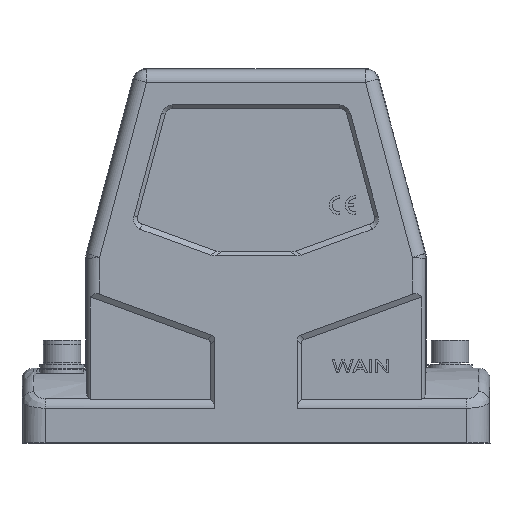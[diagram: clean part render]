
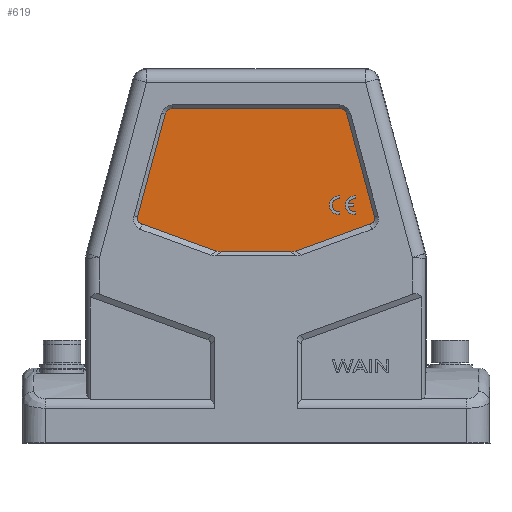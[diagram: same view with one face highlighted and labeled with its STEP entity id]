
A CAD part, top view. The second image highlights one B-rep face of the part: STEP entity #619.
In plain terms, the highlighted planar face has unit normal (0, 0, 1).
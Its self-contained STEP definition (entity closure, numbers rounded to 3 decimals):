
#204=FACE_BOUND('',#1948,.T.);
#205=FACE_BOUND('',#1949,.T.);
#206=FACE_BOUND('',#1950,.T.);
#365=PLANE('',#9716);
#619=ADVANCED_FACE('',(#204,#205,#206),#365,.T.);
#1948=EDGE_LOOP('',(#4348,#4349,#4350,#4351));
#1949=EDGE_LOOP('',(#4352,#4353,#4354,#4355,#4356,#4357,#4358,#4359));
#1950=EDGE_LOOP('',(#4360,#4361,#4362,#4363,#4364,#4365,#4366,#4367,#4368,
#4369,#4370,#4371));
#2561=CIRCLE('',#9683,2.);
#2563=CIRCLE('',#9687,2.);
#2566=CIRCLE('',#9693,1.746);
#2568=CIRCLE('',#9697,2.5);
#2570=CIRCLE('',#9701,1.746);
#2573=CIRCLE('',#9711,1.746);
#2574=CIRCLE('',#9714,2.5);
#2893=LINE('',#13129,#3540);
#2895=LINE('',#13183,#3542);
#2896=LINE('',#13194,#3543);
#2897=LINE('',#13215,#3544);
#2900=LINE('',#13265,#3547);
#2907=LINE('',#13284,#3554);
#2911=LINE('',#13296,#3558);
#2915=LINE('',#13308,#3562);
#2918=LINE('',#13314,#3565);
#2920=LINE('',#13317,#3567);
#2925=LINE('',#13333,#3572);
#2928=LINE('',#13341,#3575);
#2929=LINE('',#13345,#3576);
#3540=VECTOR('',#10595,1.);
#3542=VECTOR('',#10599,1.);
#3543=VECTOR('',#10608,1.);
#3544=VECTOR('',#10617,1.);
#3547=VECTOR('',#10622,1.);
#3554=VECTOR('',#10637,1.);
#3558=VECTOR('',#10649,1.);
#3562=VECTOR('',#10661,1.);
#3565=VECTOR('',#10666,1.);
#3567=VECTOR('',#10670,1.);
#3572=VECTOR('',#10685,1.);
#3575=VECTOR('',#10694,1.);
#3576=VECTOR('',#10701,1.);
#4348=ORIENTED_EDGE('',*,*,#7949,.F.);
#4349=ORIENTED_EDGE('',*,*,#7947,.T.);
#4350=ORIENTED_EDGE('',*,*,#7945,.F.);
#4351=ORIENTED_EDGE('',*,*,#7950,.F.);
#4352=ORIENTED_EDGE('',*,*,#7936,.F.);
#4353=ORIENTED_EDGE('',*,*,#7933,.F.);
#4354=ORIENTED_EDGE('',*,*,#7930,.T.);
#4355=ORIENTED_EDGE('',*,*,#7927,.F.);
#4356=ORIENTED_EDGE('',*,*,#7924,.F.);
#4357=ORIENTED_EDGE('',*,*,#7921,.F.);
#4358=ORIENTED_EDGE('',*,*,#7918,.T.);
#4359=ORIENTED_EDGE('',*,*,#7938,.F.);
#4360=ORIENTED_EDGE('',*,*,#7951,.F.);
#4361=ORIENTED_EDGE('',*,*,#7886,.T.);
#4362=ORIENTED_EDGE('',*,*,#7890,.F.);
#4363=ORIENTED_EDGE('',*,*,#7891,.F.);
#4364=ORIENTED_EDGE('',*,*,#7896,.F.);
#4365=ORIENTED_EDGE('',*,*,#7897,.F.);
#4366=ORIENTED_EDGE('',*,*,#7900,.F.);
#4367=ORIENTED_EDGE('',*,*,#7903,.T.);
#4368=ORIENTED_EDGE('',*,*,#7906,.T.);
#4369=ORIENTED_EDGE('',*,*,#7911,.F.);
#4370=ORIENTED_EDGE('',*,*,#7912,.T.);
#4371=ORIENTED_EDGE('',*,*,#7952,.T.);
#7000=VERTEX_POINT('',#13117);
#7001=VERTEX_POINT('',#13122);
#7003=VERTEX_POINT('',#13128);
#7004=VERTEX_POINT('',#13136);
#7007=VERTEX_POINT('',#13182);
#7008=VERTEX_POINT('',#13186);
#7010=VERTEX_POINT('',#13195);
#7012=VERTEX_POINT('',#13207);
#7014=VERTEX_POINT('',#13216);
#7017=VERTEX_POINT('',#13231);
#7018=VERTEX_POINT('',#13266);
#7020=VERTEX_POINT('',#13272);
#7023=VERTEX_POINT('',#13277);
#7024=VERTEX_POINT('',#13281);
#7026=VERTEX_POINT('',#13287);
#7028=VERTEX_POINT('',#13293);
#7030=VERTEX_POINT('',#13299);
#7032=VERTEX_POINT('',#13305);
#7034=VERTEX_POINT('',#13311);
#7040=VERTEX_POINT('',#13330);
#7041=VERTEX_POINT('',#13332);
#7042=VERTEX_POINT('',#13336);
#7043=VERTEX_POINT('',#13340);
#7044=VERTEX_POINT('',#13346);
#7886=EDGE_CURVE('',#7001,#7000,#9230,.T.);
#7890=EDGE_CURVE('',#7003,#7000,#2893,.T.);
#7891=EDGE_CURVE('',#7004,#7003,#9231,.T.);
#7896=EDGE_CURVE('',#7007,#7004,#2895,.T.);
#7897=EDGE_CURVE('',#7008,#7007,#2561,.T.);
#7900=EDGE_CURVE('',#7010,#7008,#2896,.T.);
#7903=EDGE_CURVE('',#7010,#7012,#2563,.T.);
#7906=EDGE_CURVE('',#7012,#7014,#2897,.T.);
#7911=EDGE_CURVE('',#7017,#7014,#9241,.T.);
#7912=EDGE_CURVE('',#7017,#7018,#2900,.T.);
#7918=EDGE_CURVE('',#7020,#7023,#2566,.T.);
#7921=EDGE_CURVE('',#7020,#7024,#2907,.T.);
#7924=EDGE_CURVE('',#7024,#7026,#2568,.T.);
#7927=EDGE_CURVE('',#7026,#7028,#2911,.T.);
#7930=EDGE_CURVE('',#7030,#7028,#2570,.T.);
#7933=EDGE_CURVE('',#7030,#7032,#2915,.T.);
#7936=EDGE_CURVE('',#7032,#7034,#2918,.T.);
#7938=EDGE_CURVE('',#7034,#7023,#2920,.T.);
#7945=EDGE_CURVE('',#7041,#7040,#2925,.T.);
#7947=EDGE_CURVE('',#7042,#7040,#2573,.T.);
#7949=EDGE_CURVE('',#7042,#7043,#2928,.T.);
#7950=EDGE_CURVE('',#7043,#7041,#2574,.T.);
#7951=EDGE_CURVE('',#7001,#7044,#2929,.T.);
#7952=EDGE_CURVE('',#7018,#7044,#9242,.T.);
#9230=B_SPLINE_CURVE_WITH_KNOTS('',3,(#13118,#13119,#13120,#13121),
 .UNSPECIFIED.,.F.,.F.,(4,4),(0.,1.),.UNSPECIFIED.);
#9231=B_SPLINE_CURVE_WITH_KNOTS('',3,(#13131,#13132,#13133,#13134,#13135),
 .UNSPECIFIED.,.F.,.F.,(4,1,4),(0.,0.5,1.),.UNSPECIFIED.);
#9241=B_SPLINE_CURVE_WITH_KNOTS('',3,(#13232,#13233,#13234,#13235,#13236),
 .UNSPECIFIED.,.F.,.F.,(4,1,4),(0.,0.5,1.),.UNSPECIFIED.);
#9242=B_SPLINE_CURVE_WITH_KNOTS('',3,(#13347,#13348,#13349,#13350),
 .UNSPECIFIED.,.F.,.F.,(4,4),(0.,1.),.UNSPECIFIED.);
#9683=AXIS2_PLACEMENT_3D('',#13185,#10602,#10603);
#9687=AXIS2_PLACEMENT_3D('',#13206,#10611,#10612);
#9693=AXIS2_PLACEMENT_3D('',#13278,#10631,#10632);
#9697=AXIS2_PLACEMENT_3D('',#13290,#10643,#10644);
#9701=AXIS2_PLACEMENT_3D('',#13302,#10655,#10656);
#9711=AXIS2_PLACEMENT_3D('',#13337,#10689,#10690);
#9714=AXIS2_PLACEMENT_3D('',#13343,#10697,#10698);
#9716=AXIS2_PLACEMENT_3D('',#13351,#10702,#10703);
#10595=DIRECTION('',(-0.94,-0.342,0.));
#10599=DIRECTION('',(0.259,-0.966,0.));
#10602=DIRECTION('',(0.,0.,-1.));
#10603=DIRECTION('',(0.,1.,0.));
#10608=DIRECTION('',(1.,0.,0.));
#10611=DIRECTION('',(0.,0.,1.));
#10612=DIRECTION('',(0.,1.,0.));
#10617=DIRECTION('',(-0.259,-0.966,0.));
#10622=DIRECTION('',(0.94,-0.342,0.));
#10631=DIRECTION('',(0.,0.,1.));
#10632=DIRECTION('',(0.152,0.988,0.));
#10637=DIRECTION('',(0.,1.,0.));
#10643=DIRECTION('',(0.,0.,1.));
#10644=DIRECTION('',(0.109,0.994,0.));
#10649=DIRECTION('',(0.,1.,0.));
#10655=DIRECTION('',(0.,0.,1.));
#10656=DIRECTION('',(-0.977,-0.214,0.));
#10661=DIRECTION('',(1.,0.,0.));
#10666=DIRECTION('',(0.,1.,0.));
#10670=DIRECTION('',(-1.,0.,0.));
#10685=DIRECTION('',(0.,1.,0.));
#10689=DIRECTION('',(0.,0.,1.));
#10690=DIRECTION('',(0.152,0.988,0.));
#10694=DIRECTION('',(0.,1.,0.));
#10697=DIRECTION('',(0.,0.,1.));
#10698=DIRECTION('',(0.109,0.994,0.));
#10701=DIRECTION('',(-1.,0.,0.));
#10702=DIRECTION('',(0.,0.,1.));
#10703=DIRECTION('',(1.,0.,0.));
#13117=CARTESIAN_POINT('',(10.456,51.183,27.5));
#13118=CARTESIAN_POINT('',(9.272,51.,27.5));
#13119=CARTESIAN_POINT('',(9.726,51.,27.5));
#13120=CARTESIAN_POINT('',(10.121,51.061,27.5));
#13121=CARTESIAN_POINT('',(10.456,51.183,27.5));
#13122=CARTESIAN_POINT('',(9.272,51.,27.5));
#13128=CARTESIAN_POINT('',(30.695,58.549,27.5));
#13129=CARTESIAN_POINT('',(30.695,58.549,27.5));
#13131=CARTESIAN_POINT('',(31.631,60.347,27.5));
#13132=CARTESIAN_POINT('',(31.727,59.989,27.5));
#13133=CARTESIAN_POINT('',(31.64,59.2,27.5));
#13134=CARTESIAN_POINT('',(31.043,58.677,27.5));
#13135=CARTESIAN_POINT('',(30.695,58.549,27.5));
#13136=CARTESIAN_POINT('',(31.631,60.347,27.5));
#13182=CARTESIAN_POINT('',(24.275,87.799,27.5));
#13183=CARTESIAN_POINT('',(24.275,87.799,27.5));
#13185=CARTESIAN_POINT('',(22.343,87.282,27.5));
#13186=CARTESIAN_POINT('',(22.343,89.282,27.5));
#13194=CARTESIAN_POINT('',(-22.344,89.282,27.5));
#13195=CARTESIAN_POINT('',(-22.344,89.282,27.5));
#13206=CARTESIAN_POINT('',(-22.343,87.282,27.5));
#13207=CARTESIAN_POINT('',(-24.275,87.8,27.5));
#13215=CARTESIAN_POINT('',(-24.275,87.799,27.5));
#13216=CARTESIAN_POINT('',(-31.631,60.347,27.5));
#13231=CARTESIAN_POINT('',(-30.695,58.549,27.5));
#13232=CARTESIAN_POINT('',(-30.695,58.549,27.5));
#13233=CARTESIAN_POINT('',(-31.043,58.677,27.5));
#13234=CARTESIAN_POINT('',(-31.64,59.2,27.5));
#13235=CARTESIAN_POINT('',(-31.727,59.989,27.5));
#13236=CARTESIAN_POINT('',(-31.631,60.347,27.5));
#13265=CARTESIAN_POINT('',(-30.695,58.549,27.5));
#13266=CARTESIAN_POINT('',(-10.456,51.183,27.5));
#13272=CARTESIAN_POINT('',(26.608,65.23,27.5));
#13277=CARTESIAN_POINT('',(24.639,63.887,27.5));
#13278=CARTESIAN_POINT('',(26.343,63.504,27.5));
#13281=CARTESIAN_POINT('',(26.608,65.994,27.5));
#13284=CARTESIAN_POINT('',(26.608,65.23,27.5));
#13287=CARTESIAN_POINT('',(26.608,61.024,27.5));
#13290=CARTESIAN_POINT('',(26.335,63.509,27.5));
#13293=CARTESIAN_POINT('',(26.608,61.778,27.5));
#13296=CARTESIAN_POINT('',(26.608,61.024,27.5));
#13299=CARTESIAN_POINT('',(24.637,63.131,27.5));
#13302=CARTESIAN_POINT('',(26.343,63.504,27.5));
#13305=CARTESIAN_POINT('',(26.092,63.131,27.5));
#13308=CARTESIAN_POINT('',(24.637,63.131,27.5));
#13311=CARTESIAN_POINT('',(26.092,63.887,27.5));
#13314=CARTESIAN_POINT('',(26.092,63.131,27.5));
#13317=CARTESIAN_POINT('',(26.092,63.887,27.5));
#13330=CARTESIAN_POINT('',(22.367,61.783,27.5));
#13332=CARTESIAN_POINT('',(22.367,61.028,27.5));
#13333=CARTESIAN_POINT('',(22.367,61.028,27.5));
#13336=CARTESIAN_POINT('',(22.367,65.235,27.5));
#13337=CARTESIAN_POINT('',(22.102,63.509,27.5));
#13340=CARTESIAN_POINT('',(22.367,65.998,27.5));
#13341=CARTESIAN_POINT('',(22.367,65.235,27.5));
#13343=CARTESIAN_POINT('',(22.094,63.513,27.5));
#13345=CARTESIAN_POINT('',(9.272,51.,27.5));
#13346=CARTESIAN_POINT('',(-9.272,51.,27.5));
#13347=CARTESIAN_POINT('',(-10.456,51.183,27.5));
#13348=CARTESIAN_POINT('',(-10.121,51.061,27.5));
#13349=CARTESIAN_POINT('',(-9.726,51.,27.5));
#13350=CARTESIAN_POINT('',(-9.272,51.,27.5));
#13351=CARTESIAN_POINT('',(0.,0.,27.5));
